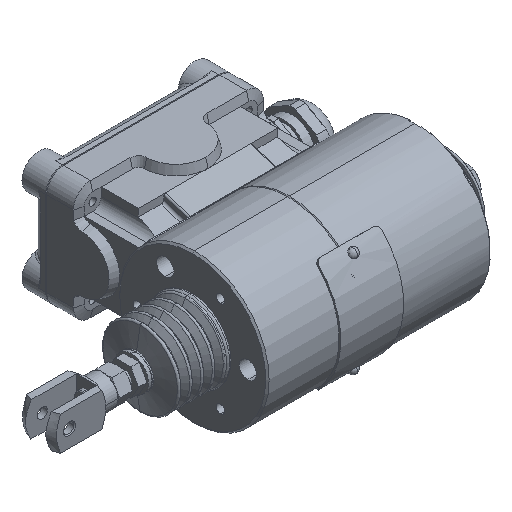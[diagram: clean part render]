
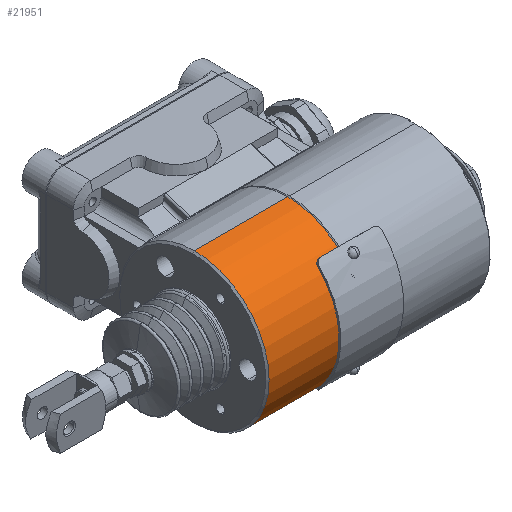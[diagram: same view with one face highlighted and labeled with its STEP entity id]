
A CAD part, isometric view. The second image highlights one B-rep face of the part: STEP entity #21951.
In plain terms, the highlighted cylindrical face has radius 44 mm (diameter 88 mm), a partial arc.
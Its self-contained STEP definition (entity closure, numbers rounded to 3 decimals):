
#1161 = DIRECTION ( 'NONE',  ( -1., 0., 0. ) ) ;
#1836 = AXIS2_PLACEMENT_3D ( 'NONE', #15005, #12835, #23360 ) ;
#2933 = VECTOR ( 'NONE', #8291, 1000. ) ;
#3971 = VECTOR ( 'NONE', #1161, 1000. ) ;
#4440 = VERTEX_POINT ( 'NONE', #16951 ) ;
#4579 = CARTESIAN_POINT ( 'NONE',  ( -50.05, 0., 0. ) ) ;
#6572 = EDGE_CURVE ( 'NONE', #17877, #9240, #27195, .T. ) ;
#6888 = DIRECTION ( 'NONE',  ( 0., 0., 1. ) ) ;
#7031 = FACE_OUTER_BOUND ( 'NONE', #20536, .T. ) ;
#7225 = VERTEX_POINT ( 'NONE', #10800 ) ;
#7914 = LINE ( 'NONE', #18907, #2933 ) ;
#8291 = DIRECTION ( 'NONE',  ( -1., 0., 0. ) ) ;
#9240 = VERTEX_POINT ( 'NONE', #19326 ) ;
#9565 = LINE ( 'NONE', #11563, #3971 ) ;
#10414 = AXIS2_PLACEMENT_3D ( 'NONE', #12983, #21229, #6888 ) ;
#10800 = CARTESIAN_POINT ( 'NONE',  ( -50.05, 0., 44. ) ) ;
#11481 = EDGE_CURVE ( 'NONE', #17877, #4440, #9565, .T. ) ;
#11503 = ORIENTED_EDGE ( 'NONE', *, *, #17414, .T. ) ;
#11563 = CARTESIAN_POINT ( 'NONE',  ( -59.145, 0., -44. ) ) ;
#12835 = DIRECTION ( 'NONE',  ( -1., 0., 0. ) ) ;
#12983 = CARTESIAN_POINT ( 'NONE',  ( 4.95, 0., 0. ) ) ;
#15005 = CARTESIAN_POINT ( 'NONE',  ( -59.145, 0., 0. ) ) ;
#15037 = DIRECTION ( 'NONE',  ( 1., 0., 0. ) ) ;
#16951 = CARTESIAN_POINT ( 'NONE',  ( -50.05, 0., -44. ) ) ;
#17336 = DIRECTION ( 'NONE',  ( 0., 0., -1. ) ) ;
#17414 = EDGE_CURVE ( 'NONE', #7225, #4440, #26356, .T. ) ;
#17877 = VERTEX_POINT ( 'NONE', #23368 ) ;
#18907 = CARTESIAN_POINT ( 'NONE',  ( -59.145, 0., 44. ) ) ;
#19326 = CARTESIAN_POINT ( 'NONE',  ( 4.95, 0., 44. ) ) ;
#20536 = EDGE_LOOP ( 'NONE', ( #21800, #25250, #21650, #11503 ) ) ;
#21229 = DIRECTION ( 'NONE',  ( -1., 0., 0. ) ) ;
#21650 = ORIENTED_EDGE ( 'NONE', *, *, #22965, .T. ) ;
#21800 = ORIENTED_EDGE ( 'NONE', *, *, #11481, .F. ) ;
#21951 = ADVANCED_FACE ( 'NONE', ( #7031 ), #25406, .T. ) ;
#22965 = EDGE_CURVE ( 'NONE', #9240, #7225, #7914, .T. ) ;
#23324 = AXIS2_PLACEMENT_3D ( 'NONE', #4579, #15037, #17336 ) ;
#23360 = DIRECTION ( 'NONE',  ( 0., 0., 1. ) ) ;
#23368 = CARTESIAN_POINT ( 'NONE',  ( 4.95, 0., -44. ) ) ;
#25250 = ORIENTED_EDGE ( 'NONE', *, *, #6572, .T. ) ;
#25406 = CYLINDRICAL_SURFACE ( 'NONE', #1836, 44. ) ;
#26356 = CIRCLE ( 'NONE', #23324, 44. ) ;
#27195 = CIRCLE ( 'NONE', #10414, 44. ) ;
